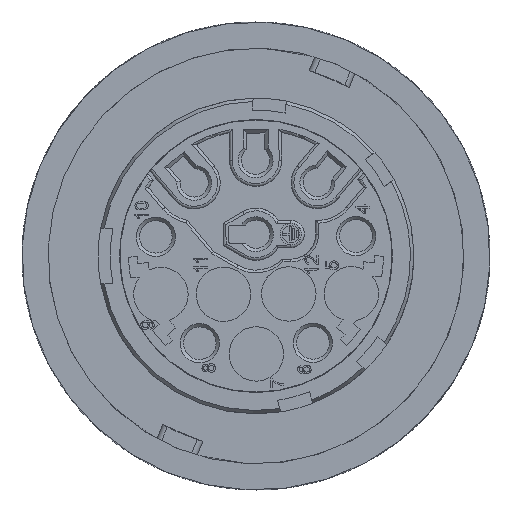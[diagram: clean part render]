
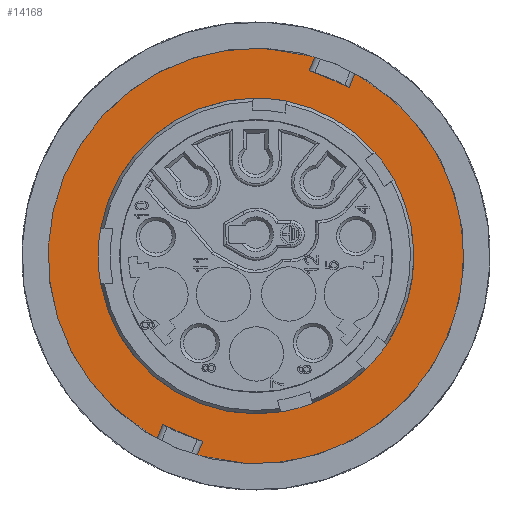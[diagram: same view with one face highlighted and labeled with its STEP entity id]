
A CAD part, left-side view. The second image highlights one B-rep face of the part: STEP entity #14168.
In plain terms, the highlighted planar face has unit normal (-1, 0, 0).
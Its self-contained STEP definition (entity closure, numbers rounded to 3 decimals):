
#13085=PLANE('',#39985);
#14168=ADVANCED_FACE('',(#16731,#16732),#13085,.T.);
#16731=FACE_BOUND('',#17381,.T.);
#16732=FACE_BOUND('',#17382,.T.);
#17381=EDGE_LOOP('',(#19841));
#17382=EDGE_LOOP('',(#19842));
#19841=ORIENTED_EDGE('',*,*,#33548,.F.);
#19842=ORIENTED_EDGE('',*,*,#33549,.T.);
#30135=VERTEX_POINT('',#52036);
#30136=VERTEX_POINT('',#52038);
#33548=EDGE_CURVE('',#30135,#30135,#38695,.T.);
#33549=EDGE_CURVE('',#30136,#30136,#38696,.T.);
#38695=CIRCLE('',#39983,14.5);
#38696=CIRCLE('',#39984,19.1);
#39983=AXIS2_PLACEMENT_3D('',#52035,#43075,#43076);
#39984=AXIS2_PLACEMENT_3D('',#52037,#43077,#43078);
#39985=AXIS2_PLACEMENT_3D('',#52039,#43079,#43080);
#43075=DIRECTION('',(-1.,0.,0.));
#43076=DIRECTION('',(0.,0.,1.));
#43077=DIRECTION('',(-1.,0.,0.));
#43078=DIRECTION('',(0.,0.,1.));
#43079=DIRECTION('',(-1.,0.,0.));
#43080=DIRECTION('',(0.,1.,0.));
#52035=CARTESIAN_POINT('',(-40.459,7.674,0.));
#52036=CARTESIAN_POINT('',(-40.459,7.674,14.5));
#52037=CARTESIAN_POINT('',(-40.459,7.674,0.));
#52038=CARTESIAN_POINT('',(-40.459,7.674,19.1));
#52039=CARTESIAN_POINT('',(-40.459,-13.226,20.9));
